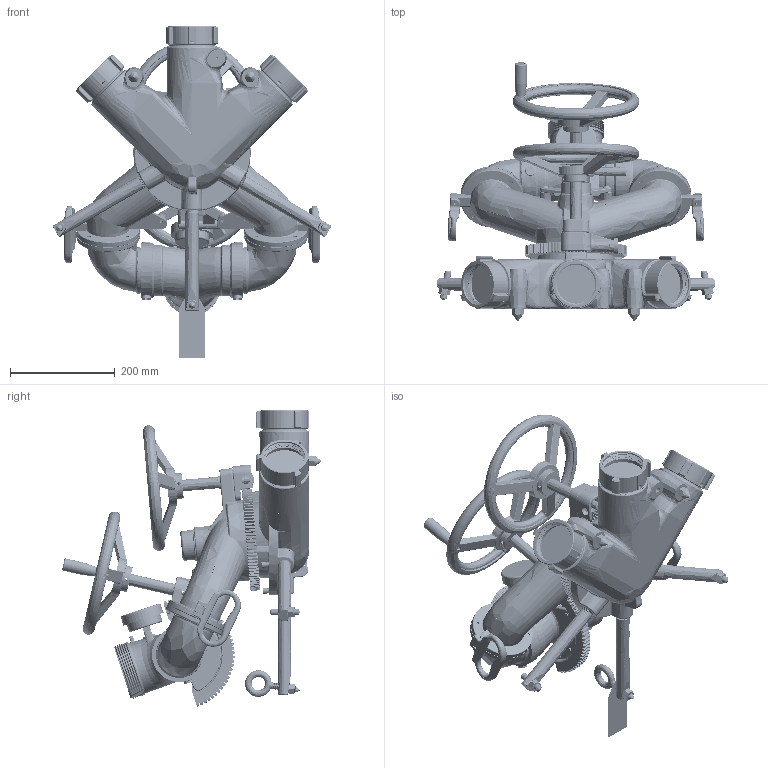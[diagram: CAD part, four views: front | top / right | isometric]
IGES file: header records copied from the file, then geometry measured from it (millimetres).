
Start section: SolidWorks IGES file using analytic representation for surfaces
Global section: file name: 8287_8287DD.IGS; native system: SolidWorks 2010; preprocessor: SolidWorks 2010; author: Rick; date: 100702.143320; units: inch
Bounding box: 532.66 x 495.87 x 634.17 mm (x, y, z)
Surface area: 1434681.1 mm2 (no closed solid volume)
Topology: 0 solids, 0 shells, 4879 faces, 62603 edges, 62373 vertices
Faces by surface type: revolution 2582, bspline 2297
